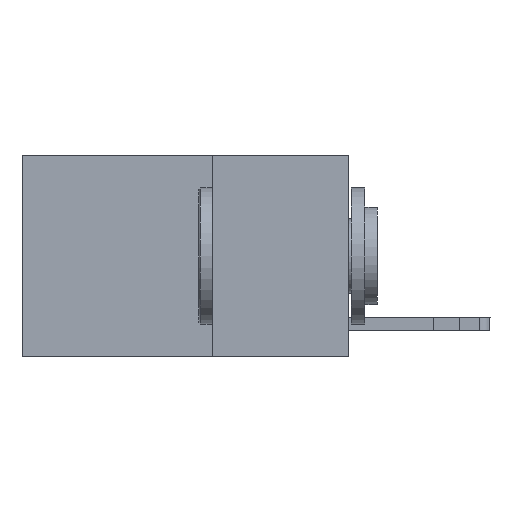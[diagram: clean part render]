
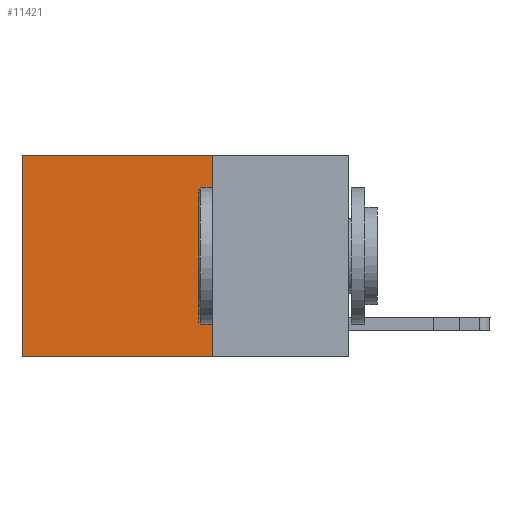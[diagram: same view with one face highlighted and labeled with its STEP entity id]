
A CAD part, left-side view. The second image highlights one B-rep face of the part: STEP entity #11421.
In plain terms, the highlighted planar face has unit normal (-1, 0, 0).
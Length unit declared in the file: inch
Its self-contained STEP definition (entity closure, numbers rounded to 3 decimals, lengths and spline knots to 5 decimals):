
#1828 = ORIENTED_EDGE ( 'NONE', *, *, #3276, .T. ) ;
#1934 = VERTEX_POINT ( 'NONE', #12489 ) ;
#2013 = CARTESIAN_POINT ( 'NONE',  ( 0.2625, 0.25, 0. ) ) ;
#3196 = EDGE_CURVE ( 'NONE', #10196, #16863, #12208, .T. ) ;
#3276 = EDGE_CURVE ( 'NONE', #1934, #10196, #9852, .T. ) ;
#3506 = CARTESIAN_POINT ( 'NONE',  ( 0.2625, 0.25, 0. ) ) ;
#3637 = VERTEX_POINT ( 'NONE', #7237 ) ;
#3753 = DIRECTION ( 'NONE',  ( 0., 1., 0. ) ) ;
#4118 = PLANE ( 'NONE',  #15276 ) ;
#4692 = ORIENTED_EDGE ( 'NONE', *, *, #3196, .T. ) ;
#5278 = ORIENTED_EDGE ( 'NONE', *, *, #9132, .F. ) ;
#6019 = FACE_OUTER_BOUND ( 'NONE', #12590, .T. ) ;
#7153 = LINE ( 'NONE', #3506, #11672 ) ;
#7237 = CARTESIAN_POINT ( 'NONE',  ( 0.2625, 0.25, -0.37 ) ) ;
#7966 = DIRECTION ( 'NONE',  ( 1., 0., 0. ) ) ;
#8834 = LINE ( 'NONE', #15280, #13336 ) ;
#9132 = EDGE_CURVE ( 'NONE', #3637, #16863, #8834, .T. ) ;
#9852 = LINE ( 'NONE', #21667, #23779 ) ;
#10196 = VERTEX_POINT ( 'NONE', #17808 ) ;
#11421 = ADVANCED_FACE ( 'NONE', ( #6019 ), #4118, .F. ) ;
#11672 = VECTOR ( 'NONE', #18777, 39.37008 ) ;
#11763 = CARTESIAN_POINT ( 'NONE',  ( 0.2625, 0.6, -0.37 ) ) ;
#12208 = LINE ( 'NONE', #24483, #21163 ) ;
#12489 = CARTESIAN_POINT ( 'NONE',  ( 0.2625, 0.25, 0. ) ) ;
#12590 = EDGE_LOOP ( 'NONE', ( #4692, #5278, #16449, #1828 ) ) ;
#13336 = VECTOR ( 'NONE', #3753, 39.37008 ) ;
#15276 = AXIS2_PLACEMENT_3D ( 'NONE', #2013, #7966, #21330 ) ;
#15280 = CARTESIAN_POINT ( 'NONE',  ( 0.2625, 0.25, -0.37 ) ) ;
#16449 = ORIENTED_EDGE ( 'NONE', *, *, #19621, .F. ) ;
#16863 = VERTEX_POINT ( 'NONE', #11763 ) ;
#17808 = CARTESIAN_POINT ( 'NONE',  ( 0.2625, 0.6, 0. ) ) ;
#18777 = DIRECTION ( 'NONE',  ( 0., 0., -1. ) ) ;
#19621 = EDGE_CURVE ( 'NONE', #1934, #3637, #7153, .T. ) ;
#21163 = VECTOR ( 'NONE', #24406, 39.37008 ) ;
#21330 = DIRECTION ( 'NONE',  ( 0., 0., -1. ) ) ;
#21667 = CARTESIAN_POINT ( 'NONE',  ( 0.2625, 0.25, 0. ) ) ;
#21855 = DIRECTION ( 'NONE',  ( 0., 1., 0. ) ) ;
#23779 = VECTOR ( 'NONE', #21855, 39.37008 ) ;
#24406 = DIRECTION ( 'NONE',  ( 0., 0., -1. ) ) ;
#24483 = CARTESIAN_POINT ( 'NONE',  ( 0.2625, 0.6, 0. ) ) ;
